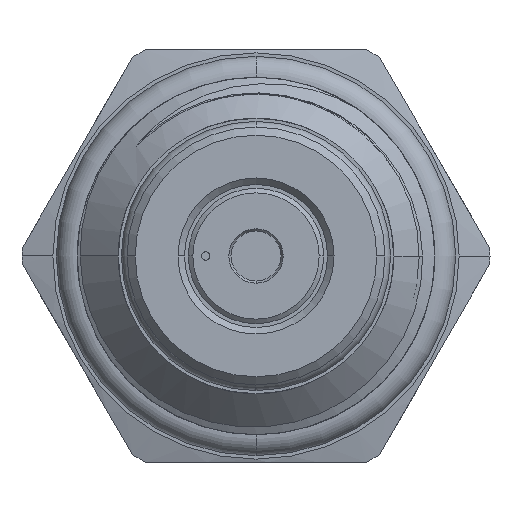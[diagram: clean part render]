
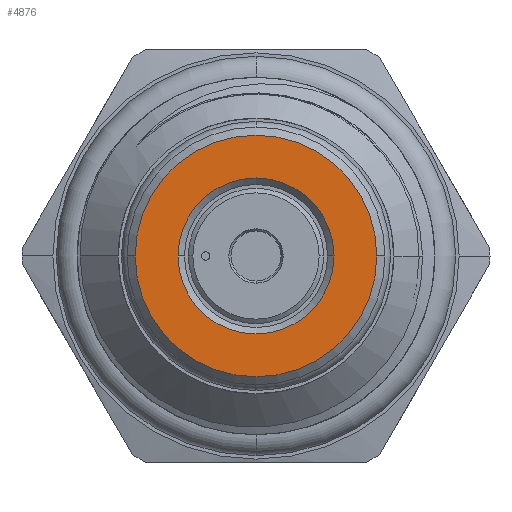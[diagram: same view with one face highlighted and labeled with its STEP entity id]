
A CAD part, left-side view. The second image highlights one B-rep face of the part: STEP entity #4876.
In plain terms, the highlighted planar face has unit normal (-1, 0, 0).
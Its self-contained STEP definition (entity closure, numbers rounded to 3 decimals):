
#258 = AXIS2_PLACEMENT_3D ( 'NONE', #2226, #1440, #9227 ) ;
#516 = CARTESIAN_POINT ( 'NONE',  ( -70.8, 0., 0. ) ) ;
#738 = DIRECTION ( 'NONE',  ( 1., 0., 0. ) ) ;
#1440 = DIRECTION ( 'NONE',  ( -1., 0., 0. ) ) ;
#1643 = CIRCLE ( 'NONE', #258, 7.435 ) ;
#1997 = DIRECTION ( 'NONE',  ( 1., 0., 0. ) ) ;
#2226 = CARTESIAN_POINT ( 'NONE',  ( -70.8, 0., 0. ) ) ;
#2494 = FACE_BOUND ( 'NONE', #6221, .T. ) ;
#3162 = CARTESIAN_POINT ( 'NONE',  ( -70.8, -4.8, 0. ) ) ;
#3577 = ORIENTED_EDGE ( 'NONE', *, *, #4244, .T. ) ;
#3996 = EDGE_CURVE ( 'NONE', #9652, #6162, #4985, .T. ) ;
#4036 = CIRCLE ( 'NONE', #9551, 4.8 ) ;
#4244 = EDGE_CURVE ( 'NONE', #8037, #9897, #1643, .T. ) ;
#4549 = AXIS2_PLACEMENT_3D ( 'NONE', #5762, #1997, #7347 ) ;
#4876 = ADVANCED_FACE ( 'NONE', ( #2494, #6235 ), #9040, .T. ) ;
#4985 = CIRCLE ( 'NONE', #4549, 4.8 ) ;
#5762 = CARTESIAN_POINT ( 'NONE',  ( -70.8, 0., 0. ) ) ;
#5812 = CARTESIAN_POINT ( 'NONE',  ( -70.8, 7.435, 0. ) ) ;
#5880 = CARTESIAN_POINT ( 'NONE',  ( -70.8, 0., 0. ) ) ;
#6162 = VERTEX_POINT ( 'NONE', #3162 ) ;
#6221 = EDGE_LOOP ( 'NONE', ( #9595, #9302 ) ) ;
#6235 = FACE_OUTER_BOUND ( 'NONE', #8653, .T. ) ;
#6558 = CIRCLE ( 'NONE', #8375, 7.435 ) ;
#6660 = DIRECTION ( 'NONE',  ( -1., 0., 0. ) ) ;
#6667 = DIRECTION ( 'NONE',  ( 0., 1., 0. ) ) ;
#6698 = DIRECTION ( 'NONE',  ( -1., 0., 0. ) ) ;
#6832 = EDGE_CURVE ( 'NONE', #6162, #9652, #4036, .T. ) ;
#6841 = DIRECTION ( 'NONE',  ( 0., 1., 0. ) ) ;
#6846 = CARTESIAN_POINT ( 'NONE',  ( -70.8, 4.8, 0. ) ) ;
#7347 = DIRECTION ( 'NONE',  ( 0., 1., 0. ) ) ;
#7424 = CARTESIAN_POINT ( 'NONE',  ( -70.8, -7.435, 0. ) ) ;
#7466 = EDGE_CURVE ( 'NONE', #9897, #8037, #6558, .T. ) ;
#7706 = ORIENTED_EDGE ( 'NONE', *, *, #7466, .T. ) ;
#8037 = VERTEX_POINT ( 'NONE', #7424 ) ;
#8290 = CARTESIAN_POINT ( 'NONE',  ( -70.8, 0., 0. ) ) ;
#8375 = AXIS2_PLACEMENT_3D ( 'NONE', #5880, #6698, #6667 ) ;
#8653 = EDGE_LOOP ( 'NONE', ( #3577, #7706 ) ) ;
#9040 = PLANE ( 'NONE',  #9626 ) ;
#9227 = DIRECTION ( 'NONE',  ( 0., 1., 0. ) ) ;
#9302 = ORIENTED_EDGE ( 'NONE', *, *, #6832, .T. ) ;
#9551 = AXIS2_PLACEMENT_3D ( 'NONE', #8290, #738, #6841 ) ;
#9595 = ORIENTED_EDGE ( 'NONE', *, *, #3996, .T. ) ;
#9626 = AXIS2_PLACEMENT_3D ( 'NONE', #516, #6660, #9830 ) ;
#9652 = VERTEX_POINT ( 'NONE', #6846 ) ;
#9830 = DIRECTION ( 'NONE',  ( 0., 1., 0. ) ) ;
#9897 = VERTEX_POINT ( 'NONE', #5812 ) ;
